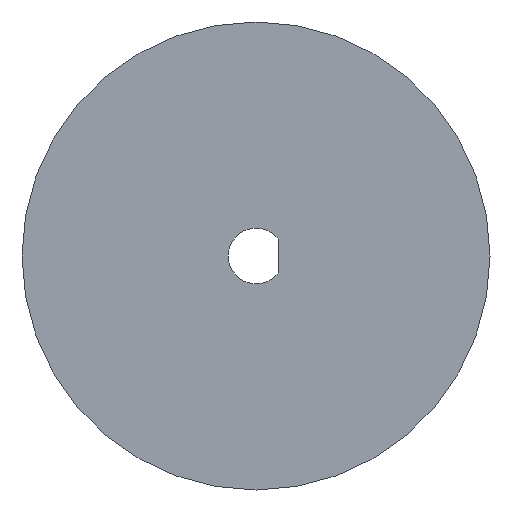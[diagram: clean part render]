
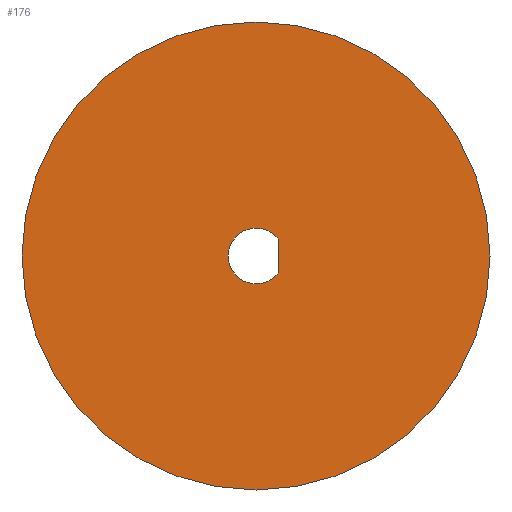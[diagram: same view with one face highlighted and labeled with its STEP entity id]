
A CAD part, left-side view. The second image highlights one B-rep face of the part: STEP entity #176.
In plain terms, the highlighted planar face has unit normal (-1, 0, 0).
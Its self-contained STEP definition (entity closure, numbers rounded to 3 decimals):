
#22=FACE_BOUND('',#77,.T.);
#27=PLANE('',#199);
#32=LINE('',#299,#38);
#38=VECTOR('',#216,10.);
#42=CIRCLE('',#183,2.5);
#46=CIRCLE('',#190,21.);
#60=FACE_OUTER_BOUND('',#76,.T.);
#76=EDGE_LOOP('',(#157));
#77=EDGE_LOOP('',(#158,#159));
#88=VERTEX_POINT('',#292);
#89=VERTEX_POINT('',#294);
#92=VERTEX_POINT('',#306);
#103=EDGE_CURVE('',#89,#88,#42,.T.);
#106=EDGE_CURVE('',#88,#89,#32,.T.);
#110=EDGE_CURVE('',#92,#92,#46,.T.);
#157=ORIENTED_EDGE('',*,*,#110,.F.);
#158=ORIENTED_EDGE('',*,*,#106,.T.);
#159=ORIENTED_EDGE('',*,*,#103,.T.);
#176=ADVANCED_FACE('',(#60,#22),#27,.F.);
#183=AXIS2_PLACEMENT_3D('',#295,#210,#211);
#190=AXIS2_PLACEMENT_3D('',#308,#227,#228);
#199=AXIS2_PLACEMENT_3D('',#406,#247,#248);
#210=DIRECTION('center_axis',(1.,0.,0.));
#211=DIRECTION('ref_axis',(0.,-0.793,-0.609));
#216=DIRECTION('',(0.,0.,-1.));
#227=DIRECTION('center_axis',(1.,0.,0.));
#228=DIRECTION('ref_axis',(0.,1.,0.));
#247=DIRECTION('center_axis',(1.,0.,0.));
#248=DIRECTION('ref_axis',(0.,1.,0.));
#292=CARTESIAN_POINT('',(205.,256.681,748.521));
#294=CARTESIAN_POINT('',(205.,256.681,745.478));
#295=CARTESIAN_POINT('Origin',(205.,258.665,747.));
#299=CARTESIAN_POINT('',(205.,256.681,745.478));
#306=CARTESIAN_POINT('',(205.,279.665,747.));
#308=CARTESIAN_POINT('Origin',(205.,258.665,747.));
#406=CARTESIAN_POINT('Origin',(205.,258.665,747.));
